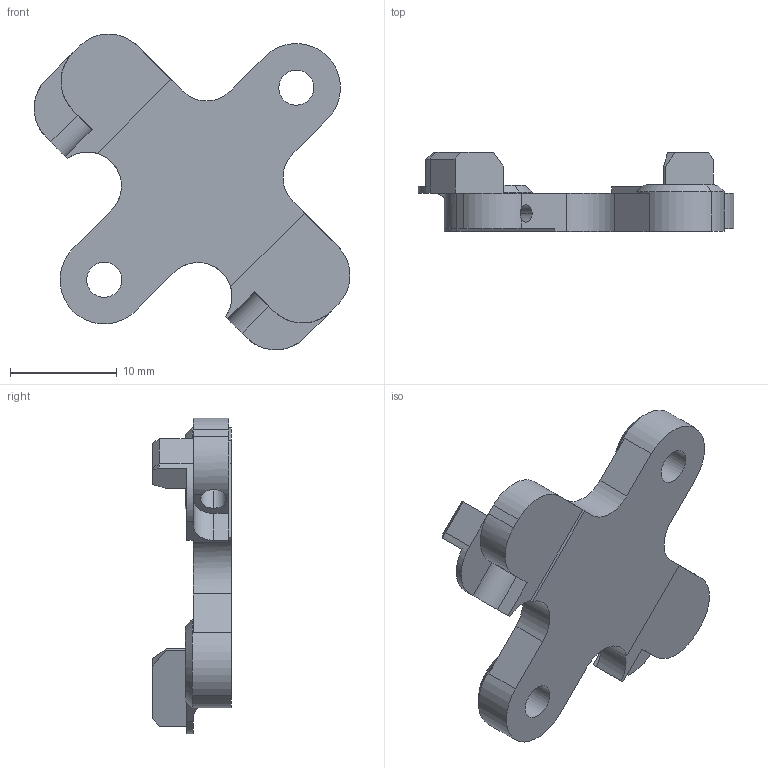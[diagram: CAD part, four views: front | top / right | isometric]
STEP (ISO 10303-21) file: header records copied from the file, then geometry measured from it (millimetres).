
FILE_DESCRIPTION (( 'STEP AP214' ), '1' );
FILE_NAME ('CM1-DCH-splitterbase.STEP', '2026-01-12T11:52:49', ( '' ), ( '' ), 'SwSTEP 2.0', 'SolidWorks 2023', '' );
FILE_SCHEMA (( 'AUTOMOTIVE_DESIGN' ));
Length unit declared in the file: millimetre
Products named in the file (1): CM1-DCH-splitterbase
Bounding box: 29.52 x 7.37 x 29.52 mm (x, y, z)
Volume: 1737.2 mm3; surface area: 1861.1 mm2
Topology: 1 solids, 1 shells, 283 faces, 778 edges, 516 vertices
Faces by surface type: plane 184, bspline 61, cylinder 32, cone 6
Entity records: 9389 total; most frequent: CARTESIAN_POINT 2507, ORIENTED_EDGE 1556, DIRECTION 1172, EDGE_CURVE 778, LINE 566, VECTOR 566, VERTEX_POINT 516, EDGE_LOOP 310
